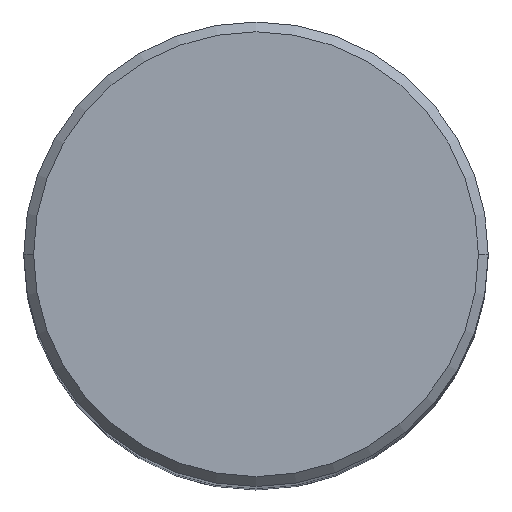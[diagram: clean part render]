
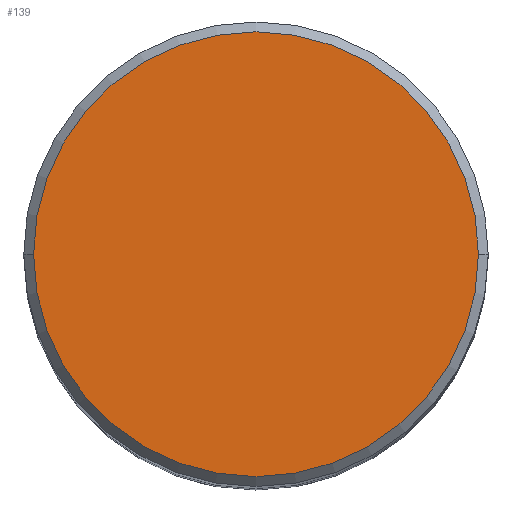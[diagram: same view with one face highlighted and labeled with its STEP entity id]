
A CAD part, top view. The second image highlights one B-rep face of the part: STEP entity #139.
In plain terms, the highlighted planar face has unit normal (0, 0, 1).
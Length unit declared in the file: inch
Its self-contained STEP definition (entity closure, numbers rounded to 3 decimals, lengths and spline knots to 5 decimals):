
#16 = EDGE_CURVE ( 'NONE', #102, #76, #121, .T. ) ;
#47 = CIRCLE ( 'NONE', #266, 0.33933 ) ;
#56 = DIRECTION ( 'NONE',  ( 1., 0., 0. ) ) ;
#76 = VERTEX_POINT ( 'NONE', #287 ) ;
#102 = VERTEX_POINT ( 'NONE', #314 ) ;
#112 = DIRECTION ( 'NONE',  ( 1., 0., 0. ) ) ;
#121 = CIRCLE ( 'NONE', #311, 0.33933 ) ;
#139 = ADVANCED_FACE ( 'NONE', ( #238 ), #215, .T. ) ;
#153 = EDGE_CURVE ( 'NONE', #76, #102, #47, .T. ) ;
#180 = ORIENTED_EDGE ( 'NONE', *, *, #153, .T. ) ;
#185 = DIRECTION ( 'NONE',  ( 0., 0., 1. ) ) ;
#190 = CARTESIAN_POINT ( 'NONE',  ( 0., 0., 3.62205 ) ) ;
#201 = ORIENTED_EDGE ( 'NONE', *, *, #16, .T. ) ;
#215 = PLANE ( 'NONE',  #320 ) ;
#234 = CARTESIAN_POINT ( 'NONE',  ( 0., 0., 3.62205 ) ) ;
#238 = FACE_OUTER_BOUND ( 'NONE', #246, .T. ) ;
#246 = EDGE_LOOP ( 'NONE', ( #201, #180 ) ) ;
#259 = DIRECTION ( 'NONE',  ( 0., 0., 1. ) ) ;
#266 = AXIS2_PLACEMENT_3D ( 'NONE', #234, #285, #56 ) ;
#285 = DIRECTION ( 'NONE',  ( 0., 0., 1. ) ) ;
#287 = CARTESIAN_POINT ( 'NONE',  ( 0.33933, 0., 3.62205 ) ) ;
#289 = CARTESIAN_POINT ( 'NONE',  ( 0., 0., 3.62205 ) ) ;
#291 = DIRECTION ( 'NONE',  ( 1., 0., 0. ) ) ;
#311 = AXIS2_PLACEMENT_3D ( 'NONE', #289, #259, #112 ) ;
#314 = CARTESIAN_POINT ( 'NONE',  ( -0.33933, 0., 3.62205 ) ) ;
#320 = AXIS2_PLACEMENT_3D ( 'NONE', #190, #185, #291 ) ;
